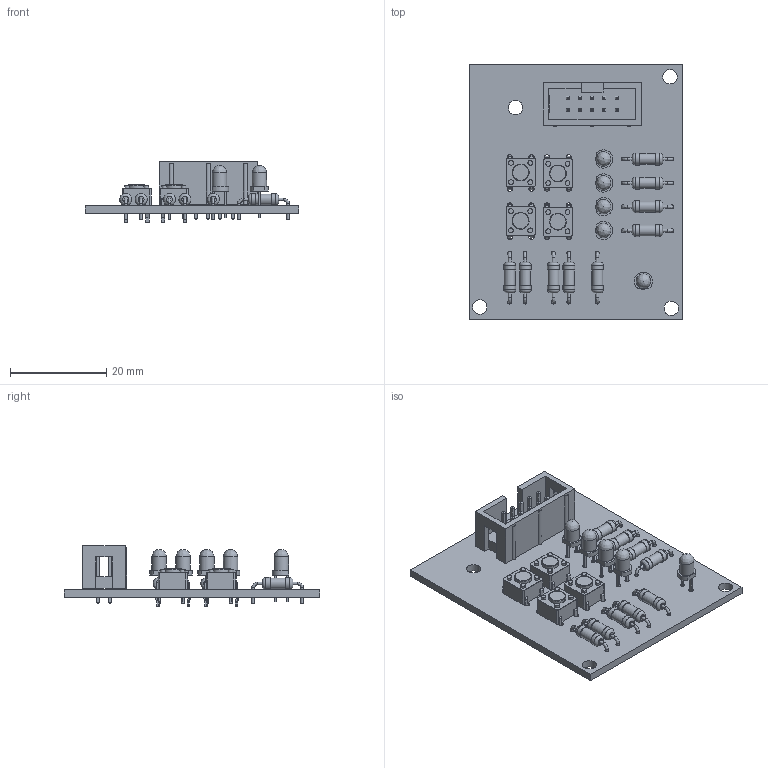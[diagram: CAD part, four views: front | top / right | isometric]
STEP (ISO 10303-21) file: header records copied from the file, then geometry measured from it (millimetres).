
FILE_DESCRIPTION(('KiCad electronic assembly'),'2;1');
FILE_NAME('THT.step','2023-08-30T11:33:30',('Pcbnew'),('Kicad'), 'Open CASCADE STEP processor 7.6','KiCad to STEP converter','Unknown' );
FILE_SCHEMA(('AUTOMOTIVE_DESIGN { 1 0 10303 214 1 1 1 1 }'));
Length unit declared in the file: millimetre
Products named in the file (10): THT 1; R_Axial_DIN0207_L6.3mm_D2.5mm_P10.16mm_Horizontal; SOLID; LED_D3.0mm; IDC-Header_2x05_P2.54mm_Vertical; SW_PUSH_6mm; THT PCB
Assembly tree (24 placements, depth 3):
  THT 1
    R_Axial_DIN0207_L6.3mm_D2.5mm_P10.16mm_Horizontal  x9
      SOLID
    LED_D3.0mm  x5
      SOLID
    IDC-Header_2x05_P2.54mm_Vertical
      SOLID
    SW_PUSH_6mm  x4
      SOLID
    THT PCB
Bounding box: 44.3 x 53.09 x 12.6 mm (x, y, z)
Volume: 5490.2 mm3; surface area: 8468.1 mm2
Topology: 20 solids, 20 shells, 939 faces, 2262 edges, 1426 vertices
Faces by surface type: bspline 875, cylinder 58, plane 6
Full cylindrical faces by diameter (mm): 0.8 x18, 0.9 x10, 1 x10, 1.1 x16, 3 x4
Entity records: 27827 total; most frequent: CARTESIAN_POINT 10028, B_SPLINE_CURVE_WITH_KNOTS 2344, ORIENTED_EDGE 2096, PCURVE 2096, DEFINITIONAL_REPRESENTATION 2096, EDGE_CURVE 1048, SURFACE_CURVE 965, DIRECTION 736
